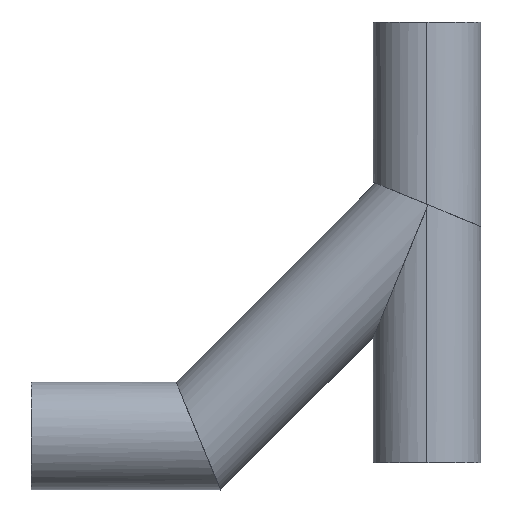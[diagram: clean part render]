
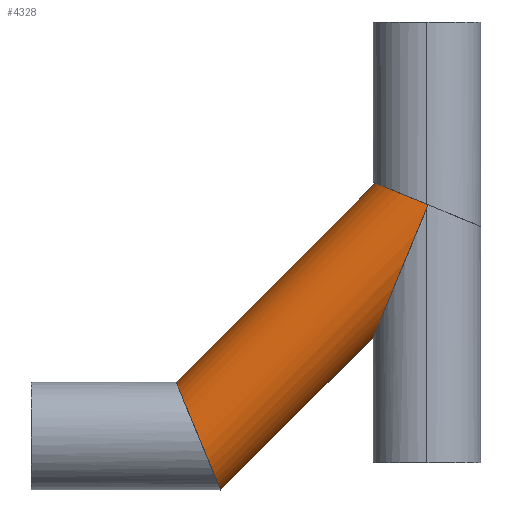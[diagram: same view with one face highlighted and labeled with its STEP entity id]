
A CAD part, left-side view. The second image highlights one B-rep face of the part: STEP entity #4328.
In plain terms, the highlighted cylindrical face has radius 45 mm (diameter 90 mm), a partial arc.
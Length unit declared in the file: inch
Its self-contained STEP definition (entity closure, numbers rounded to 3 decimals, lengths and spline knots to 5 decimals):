
#18 = ORIENTED_EDGE ( 'NONE', *, *, #3104, .T. ) ;
#135 = DIRECTION ( 'NONE',  ( 0., 0.707, -0.707 ) ) ;
#195 = AXIS2_PLACEMENT_3D ( 'NONE', #2212, #135, #2548 ) ;
#464 = LINE ( 'NONE', #3156, #4317 ) ;
#482 = CARTESIAN_POINT ( 'NONE',  ( 0., 8.25661, -11.86247 ) ) ;
#500 = EDGE_CURVE ( 'NONE', #1058, #2400, #3758, .T. ) ;
#561 = CARTESIAN_POINT ( 'NONE',  ( 0., 6.78892, -15.40577 ) ) ;
#599 = CARTESIAN_POINT ( 'NONE',  ( -1.77122, -0.03937, -6.01631 ) ) ;
#646 = CARTESIAN_POINT ( 'NONE',  ( -1.01961, 1.69291, -5.29877 ) ) ;
#697 =( BOUNDED_CURVE ( )  B_SPLINE_CURVE ( 3, ( #482, #3305, #4301, #2624 ),
 .UNSPECIFIED., .F., .F. ) 
 B_SPLINE_CURVE_WITH_KNOTS ( ( 4, 4 ),
 ( 3.14159, 6.28319 ),
 .UNSPECIFIED. ) 
 CURVE ( )  GEOMETRIC_REPRESENTATION_ITEM ( )  RATIONAL_B_SPLINE_CURVE ( ( 1., 0.333, 0.333, 1. ) ) 
 REPRESENTATION_ITEM ( '' )  );
#750 =( BOUNDED_CURVE ( )  B_SPLINE_CURVE ( 3, ( #1024, #4102, #3050, #3115 ),
 .UNSPECIFIED., .F., .F. ) 
 B_SPLINE_CURVE_WITH_KNOTS ( ( 4, 4 ),
 ( 0., 1.59302 ),
 .UNSPECIFIED. ) 
 CURVE ( )  GEOMETRIC_REPRESENTATION_ITEM ( )  RATIONAL_B_SPLINE_CURVE ( ( 1., 0.799, 0.799, 1. ) ) 
 REPRESENTATION_ITEM ( '' )  );
#1024 = CARTESIAN_POINT ( 'NONE',  ( 0., 1.77165, -10.38851 ) ) ;
#1030 = EDGE_LOOP ( 'NONE', ( #18, #2478, #1158, #4024, #3845 ) ) ;
#1058 = VERTEX_POINT ( 'NONE', #3442 ) ;
#1158 = ORIENTED_EDGE ( 'NONE', *, *, #2044, .T. ) ;
#1353 = FACE_OUTER_BOUND ( 'NONE', #1030, .T. ) ;
#1466 = VERTEX_POINT ( 'NONE', #2128 ) ;
#1997 = CARTESIAN_POINT ( 'NONE',  ( 0., 1.69291, -5.29877 ) ) ;
#2044 = EDGE_CURVE ( 'NONE', #1466, #2400, #697, .T. ) ;
#2063 = VECTOR ( 'NONE', #3291, 39.37008 ) ;
#2081 = CARTESIAN_POINT ( 'NONE',  ( -1.74856, 0.97999, -5.59407 ) ) ;
#2128 = CARTESIAN_POINT ( 'NONE',  ( 0., 8.25661, -11.86247 ) ) ;
#2212 = CARTESIAN_POINT ( 'NONE',  ( 0., -0.06721, -6.04415 ) ) ;
#2257 = EDGE_CURVE ( 'NONE', #1058, #4050, #750, .T. ) ;
#2400 = VERTEX_POINT ( 'NONE', #561 ) ;
#2478 = ORIENTED_EDGE ( 'NONE', *, *, #2820, .T. ) ;
#2548 = DIRECTION ( 'NONE',  ( 0., -0.707, -0.707 ) ) ;
#2624 = CARTESIAN_POINT ( 'NONE',  ( 0., 6.78892, -15.40577 ) ) ;
#2815 = CARTESIAN_POINT ( 'NONE',  ( -1.77122, -0.03937, -6.01631 ) ) ;
#2820 = EDGE_CURVE ( 'NONE', #3841, #1466, #464, .T. ) ;
#3050 = CARTESIAN_POINT ( 'NONE',  ( -1.79469, 1.01656, -8.56555 ) ) ;
#3104 = EDGE_CURVE ( 'NONE', #4050, #3841, #3823, .T. ) ;
#3115 = CARTESIAN_POINT ( 'NONE',  ( -1.77122, -0.03937, -6.01631 ) ) ;
#3156 = CARTESIAN_POINT ( 'NONE',  ( 0., 1.18554, -4.7914 ) ) ;
#3291 = DIRECTION ( 'NONE',  ( 0., 0.707, -0.707 ) ) ;
#3305 = CARTESIAN_POINT ( 'NONE',  ( -3.54331, 8.25661, -11.86247 ) ) ;
#3442 = CARTESIAN_POINT ( 'NONE',  ( 0., 1.77165, -10.38851 ) ) ;
#3758 = LINE ( 'NONE', #3985, #2063 ) ;
#3823 =( BOUNDED_CURVE ( )  B_SPLINE_CURVE ( 3, ( #2815, #2081, #646, #1997 ),
 .UNSPECIFIED., .F., .T. ) 
 B_SPLINE_CURVE_WITH_KNOTS ( ( 4, 4 ),
 ( 4.73461, 6.28319 ),
 .UNSPECIFIED. ) 
 CURVE ( )  GEOMETRIC_REPRESENTATION_ITEM ( )  RATIONAL_B_SPLINE_CURVE ( ( 1., 0.81, 0.81, 1. ) ) 
 REPRESENTATION_ITEM ( '' )  );
#3841 = VERTEX_POINT ( 'NONE', #3883 ) ;
#3845 = ORIENTED_EDGE ( 'NONE', *, *, #2257, .T. ) ;
#3883 = CARTESIAN_POINT ( 'NONE',  ( 0., 1.69291, -5.29877 ) ) ;
#3954 = CYLINDRICAL_SURFACE ( 'NONE', #195, 1.77165 ) ;
#3985 = CARTESIAN_POINT ( 'NONE',  ( 0., -1.31996, -7.29689 ) ) ;
#4024 = ORIENTED_EDGE ( 'NONE', *, *, #500, .F. ) ;
#4050 = VERTEX_POINT ( 'NONE', #599 ) ;
#4102 = CARTESIAN_POINT ( 'NONE',  ( -1.05619, 1.77165, -10.38851 ) ) ;
#4182 = DIRECTION ( 'NONE',  ( 0., 0.707, -0.707 ) ) ;
#4301 = CARTESIAN_POINT ( 'NONE',  ( -3.54331, 6.78892, -15.40577 ) ) ;
#4317 = VECTOR ( 'NONE', #4182, 39.37008 ) ;
#4328 = ADVANCED_FACE ( 'NONE', ( #1353 ), #3954, .T. ) ;
